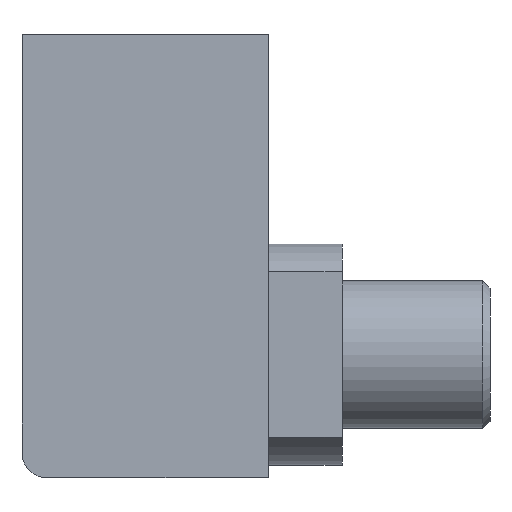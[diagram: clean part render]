
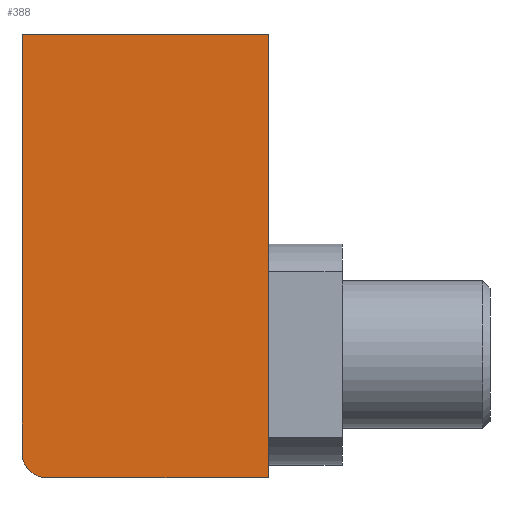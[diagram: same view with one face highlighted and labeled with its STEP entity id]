
A CAD part, left-side view. The second image highlights one B-rep face of the part: STEP entity #388.
In plain terms, the highlighted planar face has unit normal (-1, 0, 0).
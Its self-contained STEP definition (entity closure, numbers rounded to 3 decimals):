
#7 = CARTESIAN_POINT ( 'NONE',  ( -4.5, 9., -5. ) ) ;
#9 = CARTESIAN_POINT ( 'NONE',  ( -4.5, 9., 13. ) ) ;
#13 = CARTESIAN_POINT ( 'NONE',  ( -4.5, 18., -5. ) ) ;
#14 = CARTESIAN_POINT ( 'NONE',  ( -4.5, 19., -4. ) ) ;
#15 = CARTESIAN_POINT ( 'NONE',  ( -4.5, 19., 13. ) ) ;
#72 = VERTEX_POINT ( 'NONE', #15 ) ;
#73 = VERTEX_POINT ( 'NONE', #14 ) ;
#74 = VERTEX_POINT ( 'NONE', #13 ) ;
#78 = VERTEX_POINT ( 'NONE', #9 ) ;
#80 = VERTEX_POINT ( 'NONE', #7 ) ;
#131 = AXIS2_PLACEMENT_3D ( 'NONE', #814, #820, #816 ) ;
#167 = AXIS2_PLACEMENT_3D ( 'NONE', #736, #738, #740 ) ;
#197 = VECTOR ( 'NONE', #726, 1000. ) ;
#199 = LINE ( 'NONE', #807, #197 ) ;
#237 = LINE ( 'NONE', #778, #267 ) ;
#243 = LINE ( 'NONE', #642, #247 ) ;
#247 = VECTOR ( 'NONE', #641, 1000. ) ;
#253 = CIRCLE ( 'NONE', #167, 1. ) ;
#267 = VECTOR ( 'NONE', #779, 1000. ) ;
#282 = ORIENTED_EDGE ( 'NONE', *, *, #1034, .T. ) ;
#294 = ORIENTED_EDGE ( 'NONE', *, *, #1067, .F. ) ;
#296 = ORIENTED_EDGE ( 'NONE', *, *, #1006, .T. ) ;
#355 = ORIENTED_EDGE ( 'NONE', *, *, #1057, .F. ) ;
#377 = EDGE_LOOP ( 'NONE', ( #294, #282, #485, #296, #355 ) ) ;
#388 = ADVANCED_FACE ( 'NONE', ( #550 ), #810, .F. ) ;
#425 = VECTOR ( 'NONE', #757, 1000. ) ;
#429 = LINE ( 'NONE', #805, #425 ) ;
#485 = ORIENTED_EDGE ( 'NONE', *, *, #1043, .T. ) ;
#550 = FACE_OUTER_BOUND ( 'NONE', #377, .T. ) ;
#641 = DIRECTION ( 'NONE',  ( 0., -1., 0. ) ) ;
#642 = CARTESIAN_POINT ( 'NONE',  ( -4.5, 19., -5. ) ) ;
#726 = DIRECTION ( 'NONE',  ( 0., 0., 1. ) ) ;
#736 = CARTESIAN_POINT ( 'NONE',  ( -4.5, 18., -4. ) ) ;
#738 = DIRECTION ( 'NONE',  ( -1., 0., 0. ) ) ;
#740 = DIRECTION ( 'NONE',  ( 0., 0., -1. ) ) ;
#757 = DIRECTION ( 'NONE',  ( 0., 0., 1. ) ) ;
#778 = CARTESIAN_POINT ( 'NONE',  ( -4.5, 19., 13. ) ) ;
#779 = DIRECTION ( 'NONE',  ( 0., -1., 0. ) ) ;
#805 = CARTESIAN_POINT ( 'NONE',  ( -4.5, 9., -5. ) ) ;
#807 = CARTESIAN_POINT ( 'NONE',  ( -4.5, 19., -5. ) ) ;
#810 = PLANE ( 'NONE',  #131 ) ;
#814 = CARTESIAN_POINT ( 'NONE',  ( -4.5, 19., -5. ) ) ;
#816 = DIRECTION ( 'NONE',  ( 0., 0., -1. ) ) ;
#820 = DIRECTION ( 'NONE',  ( 1., 0., 0. ) ) ;
#1006 = EDGE_CURVE ( 'NONE', #80, #78, #429, .T. ) ;
#1034 = EDGE_CURVE ( 'NONE', #73, #74, #253, .T. ) ;
#1043 = EDGE_CURVE ( 'NONE', #74, #80, #243, .T. ) ;
#1057 = EDGE_CURVE ( 'NONE', #72, #78, #237, .T. ) ;
#1067 = EDGE_CURVE ( 'NONE', #73, #72, #199, .T. ) ;
